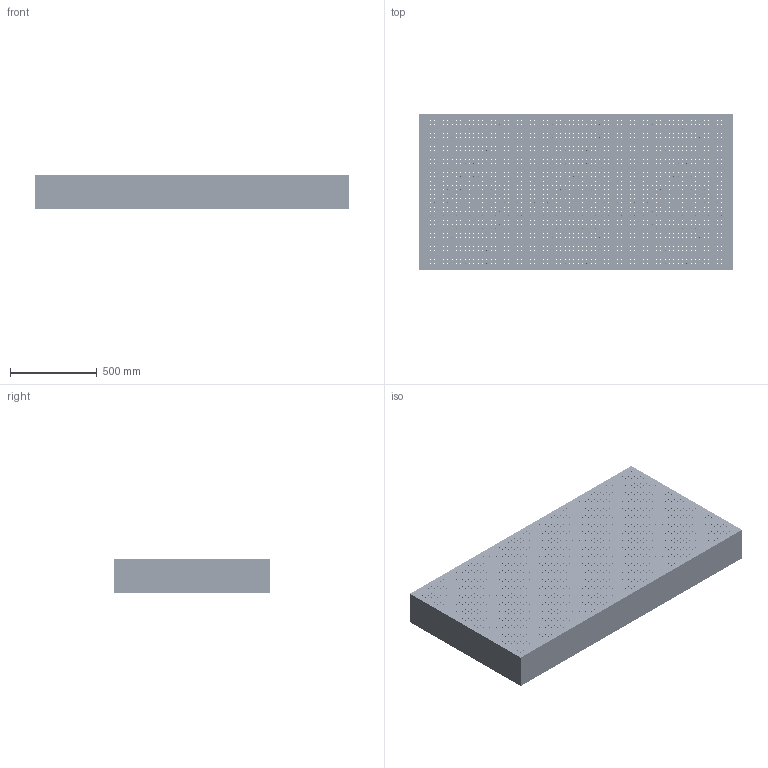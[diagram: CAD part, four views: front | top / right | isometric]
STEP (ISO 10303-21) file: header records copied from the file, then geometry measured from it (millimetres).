
FILE_DESCRIPTION (( 'STEP AP214' ), '1' );
FILE_NAME ('516069.STEP', '2019-10-30T03:32:06', ( 'user' ), ( '微软中国' ), 'SwSTEP 2.0', 'SolidWorks 2016', '' );
FILE_SCHEMA (( 'AUTOMOTIVE_DESIGN' ));
Products named in the file (1): 516069
Bounding box: 1800 x 900 x 200 mm (x, y, z)
Volume: 314653761.9 mm3; surface area: 11703528.1 mm2
Topology: 1 solids, 1 shells, 4766 faces, 14292 edges, 9528 vertices
Faces by surface type: cylinder 4760, plane 6
Entity records: 176310 total; most frequent: DIRECTION 33346, CARTESIAN_POINT 28587, ORIENTED_EDGE 28584, EDGE_CURVE 14292, AXIS2_PLACEMENT_3D 14287, VERTEX_POINT 9528, EDGE_LOOP 9526, CIRCLE 9520
